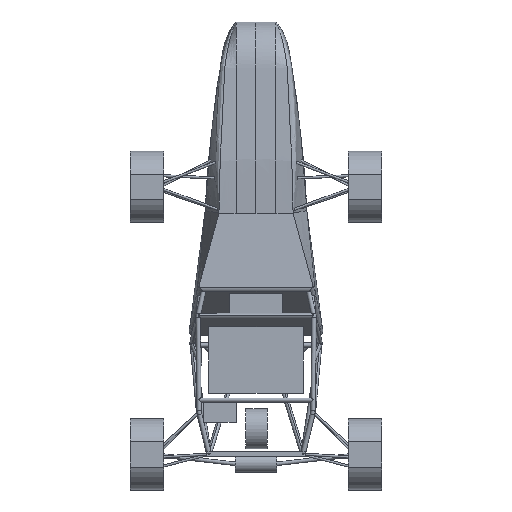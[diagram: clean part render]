
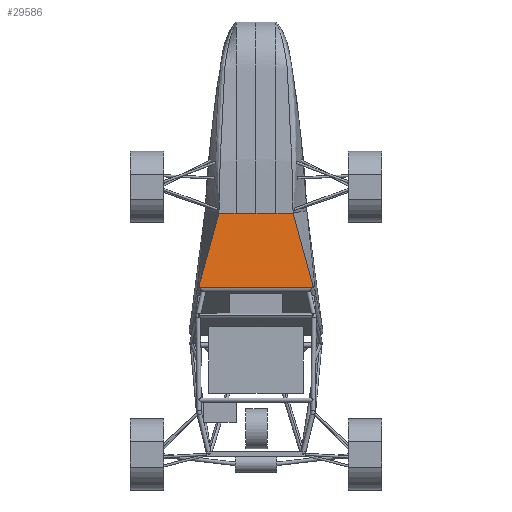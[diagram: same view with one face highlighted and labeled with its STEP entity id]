
A CAD part, front view. The second image highlights one B-rep face of the part: STEP entity #29586.
In plain terms, the highlighted planar face has unit normal (0, -0.997, 0.083).
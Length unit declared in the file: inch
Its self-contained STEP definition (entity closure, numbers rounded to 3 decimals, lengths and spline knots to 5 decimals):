
#865 = CARTESIAN_POINT ( 'NONE',  ( 0., 3.77306, 24.1877 ) ) ;
#1172 = CARTESIAN_POINT ( 'NONE',  ( -12.62117, 2.38548, 7.52018 ) ) ;
#1582 = DIRECTION ( 'NONE',  ( 1., 0., 0. ) ) ;
#2136 = DIRECTION ( 'NONE',  ( -1., 0., 0. ) ) ;
#3441 = CARTESIAN_POINT ( 'NONE',  ( 12.72124, 2.4159, 7.88557 ) ) ;
#3670 = CARTESIAN_POINT ( 'NONE',  ( -12.68655, 2.4569, 8.37814 ) ) ;
#4095 = ORIENTED_EDGE ( 'NONE', *, *, #7042, .T. ) ;
#4129 = ORIENTED_EDGE ( 'NONE', *, *, #9941, .T. ) ;
#5141 = LINE ( 'NONE', #5436, #23957 ) ;
#5274 = ORIENTED_EDGE ( 'NONE', *, *, #22337, .T. ) ;
#5436 = CARTESIAN_POINT ( 'NONE',  ( 4.5, 3.77306, 24.1877 ) ) ;
#6254 = CARTESIAN_POINT ( 'NONE',  ( 12.69529, 2.45379, 8.34071 ) ) ;
#6721 = ORIENTED_EDGE ( 'NONE', *, *, #11375, .F. ) ;
#6785 = CARTESIAN_POINT ( 'NONE',  ( 12.6764, 2.45998, 8.41515 ) ) ;
#6845 = CARTESIAN_POINT ( 'NONE',  ( 8.34864, 3.77306, 24.1877 ) ) ;
#7042 = EDGE_CURVE ( 'NONE', #21281, #17097, #29058, .T. ) ;
#7489 = CARTESIAN_POINT ( 'NONE',  ( 0., 3.77306, 24.1877 ) ) ;
#8073 = CARTESIAN_POINT ( 'NONE',  ( -12.72489, 2.41909, 7.92392 ) ) ;
#8095 = CARTESIAN_POINT ( 'NONE',  ( -5.78288, 3.77306, 24.1877 ) ) ;
#8296 = B_SPLINE_CURVE_WITH_KNOTS ( 'NONE', 3,
 ( #1172, #11013, #13381, #29470, #22897, #12756, #8073, #8691, #17919, #15254, #10553, #17604, #3670, #18078 ),
 .UNSPECIFIED., .F., .F.,
 ( 4, 2, 2, 2, 2, 2, 4 ),
 ( 0., 0.00579, 0.00869, 0.01158, 0.01738, 0.02027, 0.02317 ),
 .UNSPECIFIED. ) ;
#8473 = CARTESIAN_POINT ( 'NONE',  ( 12.6764, 2.45998, 8.41515 ) ) ;
#8625 = CARTESIAN_POINT ( 'NONE',  ( 12.65342, 2.3913, 7.59012 ) ) ;
#8691 = CARTESIAN_POINT ( 'NONE',  ( -12.73085, 2.42862, 8.03846 ) ) ;
#8736 = VERTEX_POINT ( 'NONE', #12479 ) ;
#9456 = VECTOR ( 'NONE', #1582, 39.37008 ) ;
#9792 = VERTEX_POINT ( 'NONE', #10641 ) ;
#9941 = EDGE_CURVE ( 'NONE', #8736, #30674, #10938, .T. ) ;
#10014 = CARTESIAN_POINT ( 'NONE',  ( -12.6764, 2.45998, 8.41515 ) ) ;
#10269 = CARTESIAN_POINT ( 'NONE',  ( -4.5, 3.77306, 24.1877 ) ) ;
#10270 = VERTEX_POINT ( 'NONE', #6845 ) ;
#10408 = CARTESIAN_POINT ( 'NONE',  ( -4.5, 3.77306, 24.1877 ) ) ;
#10553 = CARTESIAN_POINT ( 'NONE',  ( -12.70979, 2.44753, 8.2655 ) ) ;
#10574 = CARTESIAN_POINT ( 'NONE',  ( -7.06576, 3.77306, 24.1877 ) ) ;
#10641 = CARTESIAN_POINT ( 'NONE',  ( -4.5, 3.77306, 24.1877 ) ) ;
#10793 = CARTESIAN_POINT ( 'NONE',  ( 12.72489, 2.41909, 7.92392 ) ) ;
#10867 = EDGE_CURVE ( 'NONE', #29049, #9792, #26608, .T. ) ;
#10938 = B_SPLINE_CURVE_WITH_KNOTS ( 'NONE', 3,
 ( #13619, #8625, #27676, #25328, #15339, #3441, #10793, #22677, #15950, #13155, #22531, #6254, #20345, #8473 ),
 .UNSPECIFIED., .F., .F.,
 ( 4, 2, 2, 2, 2, 2, 4 ),
 ( 0., 0.00579, 0.00869, 0.01158, 0.01738, 0.02027, 0.02317 ),
 .UNSPECIFIED. ) ;
#11013 = CARTESIAN_POINT ( 'NONE',  ( -12.65342, 2.3913, 7.59012 ) ) ;
#11375 = EDGE_CURVE ( 'NONE', #19161, #17097, #8296, .T. ) ;
#11768 = CARTESIAN_POINT ( 'NONE',  ( 0., 3.77306, 24.1877 ) ) ;
#12479 = CARTESIAN_POINT ( 'NONE',  ( 12.62117, 2.38548, 7.52018 ) ) ;
#12756 = CARTESIAN_POINT ( 'NONE',  ( -12.72124, 2.4159, 7.88557 ) ) ;
#13155 = CARTESIAN_POINT ( 'NONE',  ( 12.71555, 2.44439, 8.2278 ) ) ;
#13381 = CARTESIAN_POINT ( 'NONE',  ( -12.67759, 2.39729, 7.66213 ) ) ;
#13619 = CARTESIAN_POINT ( 'NONE',  ( 12.62117, 2.38548, 7.52018 ) ) ;
#14027 = FACE_OUTER_BOUND ( 'NONE', #17335, .T. ) ;
#14573 = EDGE_CURVE ( 'NONE', #21281, #9792, #24581, .T. ) ;
#15151 = DIRECTION ( 'NONE',  ( -1., 0., 0. ) ) ;
#15254 = CARTESIAN_POINT ( 'NONE',  ( -12.71555, 2.44439, 8.2278 ) ) ;
#15272 = CARTESIAN_POINT ( 'NONE',  ( -8.34864, 3.77306, 24.1877 ) ) ;
#15339 = CARTESIAN_POINT ( 'NONE',  ( 12.71062, 2.40961, 7.81008 ) ) ;
#15491 = AXIS2_PLACEMENT_3D ( 'NONE', #19039, #27919, #2136 ) ;
#15950 = CARTESIAN_POINT ( 'NONE',  ( 12.72831, 2.43495, 8.11442 ) ) ;
#17097 = VERTEX_POINT ( 'NONE', #10014 ) ;
#17334 = VECTOR ( 'NONE', #17502, 39.37008 ) ;
#17335 = EDGE_LOOP ( 'NONE', ( #5274, #4129, #26853, #27177, #19236, #19541, #27330, #4095, #6721 ) ) ;
#17349 = CARTESIAN_POINT ( 'NONE',  ( -10.70749, 3.05737, 15.59083 ) ) ;
#17392 = CARTESIAN_POINT ( 'NONE',  ( 10.70749, 3.05737, 15.59083 ) ) ;
#17502 = DIRECTION ( 'NONE',  ( -0.264, -0.08, -0.961 ) ) ;
#17604 = CARTESIAN_POINT ( 'NONE',  ( -12.69529, 2.45379, 8.34071 ) ) ;
#17919 = CARTESIAN_POINT ( 'NONE',  ( -12.72831, 2.43495, 8.11442 ) ) ;
#18078 = CARTESIAN_POINT ( 'NONE',  ( -12.6764, 2.45998, 8.41515 ) ) ;
#18647 = CARTESIAN_POINT ( 'NONE',  ( 3., 3.77306, 24.1877 ) ) ;
#19039 = CARTESIAN_POINT ( 'NONE',  ( 8.34864, 3.77306, 24.1877 ) ) ;
#19161 = VERTEX_POINT ( 'NONE', #26487 ) ;
#19236 = ORIENTED_EDGE ( 'NONE', *, *, #22410, .F. ) ;
#19540 = VERTEX_POINT ( 'NONE', #27830 ) ;
#19541 = ORIENTED_EDGE ( 'NONE', *, *, #10867, .T. ) ;
#20215 = LINE ( 'NONE', #29729, #9456 ) ;
#20345 = CARTESIAN_POINT ( 'NONE',  ( 12.68655, 2.4569, 8.37814 ) ) ;
#20509 = VECTOR ( 'NONE', #22238, 39.37008 ) ;
#21281 = VERTEX_POINT ( 'NONE', #21298 ) ;
#21298 = CARTESIAN_POINT ( 'NONE',  ( -8.34864, 3.77306, 24.1877 ) ) ;
#22173 = CARTESIAN_POINT ( 'NONE',  ( -3., 3.77306, 24.1877 ) ) ;
#22238 = DIRECTION ( 'NONE',  ( 0.264, -0.08, -0.961 ) ) ;
#22337 = EDGE_CURVE ( 'NONE', #19161, #8736, #20215, .T. ) ;
#22410 = EDGE_CURVE ( 'NONE', #29049, #19540, #22828, .T. ) ;
#22531 = CARTESIAN_POINT ( 'NONE',  ( 12.70979, 2.44753, 8.2655 ) ) ;
#22677 = CARTESIAN_POINT ( 'NONE',  ( 12.73085, 2.42862, 8.03846 ) ) ;
#22828 = B_SPLINE_CURVE_WITH_KNOTS ( 'NONE', 3,
 ( #11768, #26280, #18647, #28318 ),
 .UNSPECIFIED., .F., .F.,
 ( 4, 4 ),
 ( 0., 1. ),
 .UNSPECIFIED. ) ;
#22897 = CARTESIAN_POINT ( 'NONE',  ( -12.71062, 2.40961, 7.81008 ) ) ;
#23556 = PLANE ( 'NONE',  #15491 ) ;
#23957 = VECTOR ( 'NONE', #15151, 39.37008 ) ;
#24581 = B_SPLINE_CURVE_WITH_KNOTS ( 'NONE', 3,
 ( #15272, #10574, #8095, #10408 ),
 .UNSPECIFIED., .F., .F.,
 ( 4, 4 ),
 ( 0., 1. ),
 .UNSPECIFIED. ) ;
#25328 = CARTESIAN_POINT ( 'NONE',  ( 12.70366, 2.4065, 7.77276 ) ) ;
#26280 = CARTESIAN_POINT ( 'NONE',  ( 1.5, 3.77306, 24.1877 ) ) ;
#26487 = CARTESIAN_POINT ( 'NONE',  ( -12.62117, 2.38548, 7.52018 ) ) ;
#26559 = CARTESIAN_POINT ( 'NONE',  ( -1.5, 3.77306, 24.1877 ) ) ;
#26608 = B_SPLINE_CURVE_WITH_KNOTS ( 'NONE', 3,
 ( #7489, #26559, #22173, #10269 ),
 .UNSPECIFIED., .F., .F.,
 ( 4, 4 ),
 ( 0., 1. ),
 .UNSPECIFIED. ) ;
#26853 = ORIENTED_EDGE ( 'NONE', *, *, #30839, .F. ) ;
#27177 = ORIENTED_EDGE ( 'NONE', *, *, #28617, .T. ) ;
#27330 = ORIENTED_EDGE ( 'NONE', *, *, #14573, .F. ) ;
#27676 = CARTESIAN_POINT ( 'NONE',  ( 12.67759, 2.39729, 7.66213 ) ) ;
#27830 = CARTESIAN_POINT ( 'NONE',  ( 4.5, 3.77306, 24.1877 ) ) ;
#27919 = DIRECTION ( 'NONE',  ( 0., -0.997, 0.083 ) ) ;
#28318 = CARTESIAN_POINT ( 'NONE',  ( 4.5, 3.77306, 24.1877 ) ) ;
#28617 = EDGE_CURVE ( 'NONE', #10270, #19540, #5141, .T. ) ;
#28796 = LINE ( 'NONE', #17392, #20509 ) ;
#29049 = VERTEX_POINT ( 'NONE', #865 ) ;
#29058 = LINE ( 'NONE', #17349, #17334 ) ;
#29470 = CARTESIAN_POINT ( 'NONE',  ( -12.70366, 2.4065, 7.77276 ) ) ;
#29586 = ADVANCED_FACE ( 'NONE', ( #14027 ), #23556, .T. ) ;
#29729 = CARTESIAN_POINT ( 'NONE',  ( 13.06635, 2.38548, 7.52018 ) ) ;
#30674 = VERTEX_POINT ( 'NONE', #6785 ) ;
#30839 = EDGE_CURVE ( 'NONE', #10270, #30674, #28796, .T. ) ;
